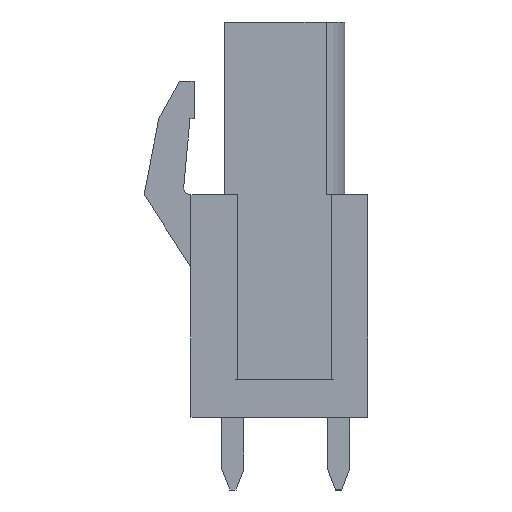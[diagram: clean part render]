
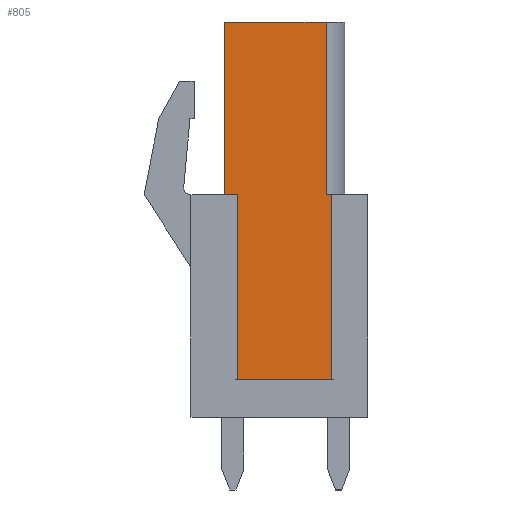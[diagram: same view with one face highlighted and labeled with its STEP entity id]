
A CAD part, left-side view. The second image highlights one B-rep face of the part: STEP entity #805.
In plain terms, the highlighted planar face has unit normal (-1, 0, 0).
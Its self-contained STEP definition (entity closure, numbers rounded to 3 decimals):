
#805 = ADVANCED_FACE( '', ( #1980 ), #1981, .T. );
#1980 = FACE_OUTER_BOUND( '', #3587, .T. );
#1981 = PLANE( '', #3588 );
#3587 = EDGE_LOOP( '', ( #5738, #5739, #5740, #5741, #5742, #5743, #5744 ) );
#3588 = AXIS2_PLACEMENT_3D( '', #5745, #5746, #5747 );
#5738 = ORIENTED_EDGE( '', *, *, #10363, .T. );
#5739 = ORIENTED_EDGE( '', *, *, #10364, .T. );
#5740 = ORIENTED_EDGE( '', *, *, #10365, .T. );
#5741 = ORIENTED_EDGE( '', *, *, #10366, .T. );
#5742 = ORIENTED_EDGE( '', *, *, #10367, .T. );
#5743 = ORIENTED_EDGE( '', *, *, #10368, .F. );
#5744 = ORIENTED_EDGE( '', *, *, #10155, .F. );
#5745 = CARTESIAN_POINT( '', ( -21.91, 0., 0. ) );
#5746 = DIRECTION( '', ( -1., 0., 0. ) );
#5747 = DIRECTION( '', ( 0., 0., 1. ) );
#10155 = EDGE_CURVE( '', #12361, #12356, #12363, .T. );
#10363 = EDGE_CURVE( '', #12361, #12723, #12724, .T. );
#10364 = EDGE_CURVE( '', #12723, #12725, #12726, .T. );
#10365 = EDGE_CURVE( '', #12725, #12727, #12728, .T. );
#10366 = EDGE_CURVE( '', #12727, #12729, #12730, .T. );
#10367 = EDGE_CURVE( '', #12729, #12731, #12732, .T. );
#10368 = EDGE_CURVE( '', #12356, #12731, #12733, .T. );
#12356 = VERTEX_POINT( '', #15533 );
#12361 = VERTEX_POINT( '', #15540 );
#12363 = LINE( '', #15543, #15544 );
#12723 = VERTEX_POINT( '', #16076 );
#12724 = LINE( '', #16077, #16078 );
#12725 = VERTEX_POINT( '', #16079 );
#12726 = LINE( '', #16080, #16081 );
#12727 = VERTEX_POINT( '', #16082 );
#12728 = LINE( '', #16083, #16084 );
#12729 = VERTEX_POINT( '', #16085 );
#12730 = LINE( '', #16086, #16087 );
#12731 = VERTEX_POINT( '', #16088 );
#12732 = LINE( '', #16089, #16090 );
#12733 = LINE( '', #16091, #16092 );
#15533 = CARTESIAN_POINT( '', ( -21.91, -3.15, -8.9 ) );
#15540 = CARTESIAN_POINT( '', ( -21.91, -3.15, 0. ) );
#15543 = CARTESIAN_POINT( '', ( -21.91, -3.15, 0. ) );
#15544 = VECTOR( '', #19272, 1000. );
#16076 = CARTESIAN_POINT( '', ( -21.91, -2.25, 0. ) );
#16077 = CARTESIAN_POINT( '', ( -21.91, 0., 0. ) );
#16078 = VECTOR( '', #19485, 1000. );
#16079 = CARTESIAN_POINT( '', ( -21.91, -2.25, 8.3 ) );
#16080 = CARTESIAN_POINT( '', ( -21.91, -2.25, 0. ) );
#16081 = VECTOR( '', #19486, 1000. );
#16082 = CARTESIAN_POINT( '', ( -21.91, 2.65, 8.3 ) );
#16083 = CARTESIAN_POINT( '', ( -21.91, -3.15, 8.3 ) );
#16084 = VECTOR( '', #19487, 1000. );
#16085 = CARTESIAN_POINT( '', ( -21.91, 2.65, 0. ) );
#16086 = CARTESIAN_POINT( '', ( -21.91, 2.65, 8.3 ) );
#16087 = VECTOR( '', #19488, 1000. );
#16088 = CARTESIAN_POINT( '', ( -21.91, 2.65, -8.9 ) );
#16089 = CARTESIAN_POINT( '', ( -21.91, 2.65, 0. ) );
#16090 = VECTOR( '', #19489, 1000. );
#16091 = CARTESIAN_POINT( '', ( -21.91, -4.25, -8.9 ) );
#16092 = VECTOR( '', #19490, 1000. );
#19272 = DIRECTION( '', ( 0., 0., -1. ) );
#19485 = DIRECTION( '', ( 0., 1., 0. ) );
#19486 = DIRECTION( '', ( 0., 0., 1. ) );
#19487 = DIRECTION( '', ( 0., 1., 0. ) );
#19488 = DIRECTION( '', ( 0., 0., -1. ) );
#19489 = DIRECTION( '', ( 0., 0., -1. ) );
#19490 = DIRECTION( '', ( 0., 1., 0. ) );
